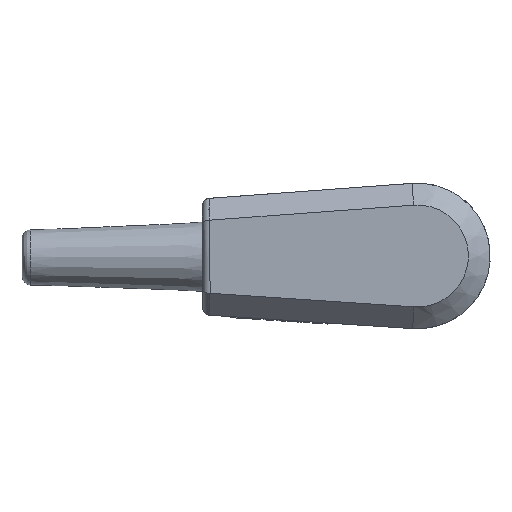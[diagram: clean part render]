
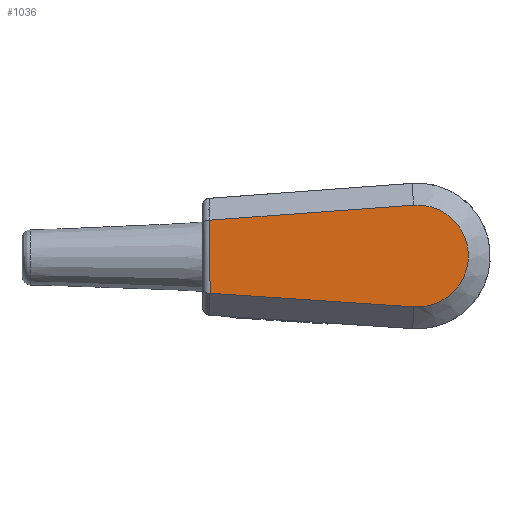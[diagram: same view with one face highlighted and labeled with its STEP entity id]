
A CAD part, left-side view. The second image highlights one B-rep face of the part: STEP entity #1036.
In plain terms, the highlighted planar face has unit normal (-1, 0, 0).
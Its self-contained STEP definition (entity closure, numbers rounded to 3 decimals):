
#732=CIRCLE('',#5701,7.);
#1036=ADVANCED_FACE('4-0-6',(#1534),#1318,.T.);
#1318=PLANE('',#5702);
#1534=FACE_OUTER_BOUND('',#1777,.T.);
#1777=EDGE_LOOP('',(#2755,#2756,#2757,#2758));
#2755=ORIENTED_EDGE('',*,*,#4348,.T.);
#2756=ORIENTED_EDGE('',*,*,#4349,.T.);
#2757=ORIENTED_EDGE('',*,*,#4350,.T.);
#2758=ORIENTED_EDGE('',*,*,#4351,.T.);
#3734=VERTEX_POINT('',#8438);
#3735=VERTEX_POINT('',#8439);
#3736=VERTEX_POINT('',#8441);
#3737=VERTEX_POINT('',#8443);
#4348=EDGE_CURVE('',#3734,#3735,#4939,.T.);
#4349=EDGE_CURVE('',#3735,#3736,#4940,.T.);
#4350=EDGE_CURVE('',#3736,#3737,#732,.T.);
#4351=EDGE_CURVE('',#3737,#3734,#4941,.T.);
#4939=LINE('',#8437,#5383);
#4940=LINE('',#8440,#5384);
#4941=LINE('',#8444,#5385);
#5383=VECTOR('',#6747,1.);
#5384=VECTOR('',#6748,1.);
#5385=VECTOR('',#6751,1.);
#5701=AXIS2_PLACEMENT_3D('',#8442,#6749,#6750);
#5702=AXIS2_PLACEMENT_3D('',#8445,#6752,#6753);
#6747=DIRECTION('',(0.,-0.004,-1.));
#6748=DIRECTION('',(0.,-0.998,-0.066));
#6749=DIRECTION('',(-1.,0.,0.));
#6750=DIRECTION('',(0.,0.066,-0.998));
#6751=DIRECTION('',(0.,0.997,-0.073));
#6752=DIRECTION('',(-1.,0.,0.));
#6753=DIRECTION('',(0.,-0.004,-1.));
#8437=CARTESIAN_POINT('',(0.,28.518,4.918));
#8438=CARTESIAN_POINT('',(0.,28.518,4.918));
#8439=CARTESIAN_POINT('',(0.,28.481,-5.13));
#8440=CARTESIAN_POINT('',(0.,28.481,-5.13));
#8441=CARTESIAN_POINT('',(0.,0.462,-6.985));
#8442=CARTESIAN_POINT('',(0.,0.,0.));
#8443=CARTESIAN_POINT('',(0.,0.514,6.981));
#8444=CARTESIAN_POINT('',(0.,0.514,6.981));
#8445=CARTESIAN_POINT('',(0.,31.504,7.736));
